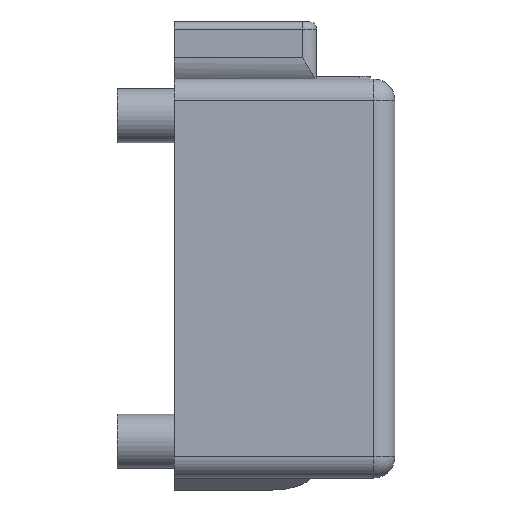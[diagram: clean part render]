
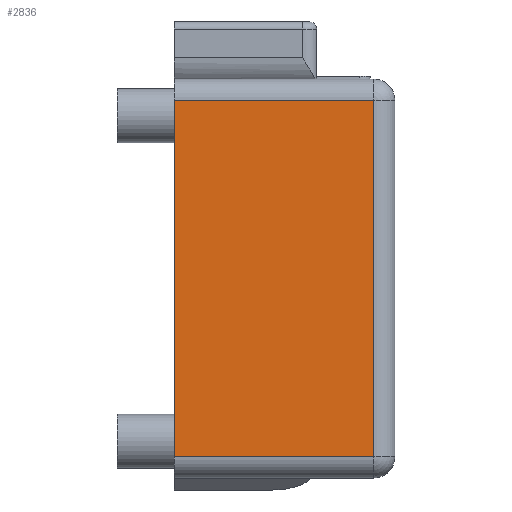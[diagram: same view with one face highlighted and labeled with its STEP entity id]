
A CAD part, front view. The second image highlights one B-rep face of the part: STEP entity #2836.
In plain terms, the highlighted planar face has unit normal (0, -1, 0).
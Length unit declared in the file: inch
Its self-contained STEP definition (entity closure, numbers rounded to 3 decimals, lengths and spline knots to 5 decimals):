
#117 = DIRECTION ( 'NONE',  ( -1., 0., 0. ) ) ;
#156 = ORIENTED_EDGE ( 'NONE', *, *, #1725, .T. ) ;
#171 = CARTESIAN_POINT ( 'NONE',  ( 7., 0., 0.75 ) ) ;
#180 = VERTEX_POINT ( 'NONE', #171 ) ;
#543 = CARTESIAN_POINT ( 'NONE',  ( 0., 0., 13.25 ) ) ;
#574 = LINE ( 'NONE', #1020, #1832 ) ;
#576 = CARTESIAN_POINT ( 'NONE',  ( 7., 0., 14. ) ) ;
#641 = VERTEX_POINT ( 'NONE', #1572 ) ;
#690 = EDGE_LOOP ( 'NONE', ( #2839, #1525, #156, #821 ) ) ;
#755 = VERTEX_POINT ( 'NONE', #1358 ) ;
#821 = ORIENTED_EDGE ( 'NONE', *, *, #1490, .T. ) ;
#854 = PLANE ( 'NONE',  #2907 ) ;
#873 = CARTESIAN_POINT ( 'NONE',  ( -7.75, 0., 0.75 ) ) ;
#998 = DIRECTION ( 'NONE',  ( 0., 0., 1. ) ) ;
#1020 = CARTESIAN_POINT ( 'NONE',  ( -7.75, 0., 13.25 ) ) ;
#1064 = CARTESIAN_POINT ( 'NONE',  ( -7.75, 0., 14. ) ) ;
#1095 = LINE ( 'NONE', #576, #1647 ) ;
#1145 = EDGE_CURVE ( 'NONE', #1534, #755, #2327, .T. ) ;
#1249 = VECTOR ( 'NONE', #2006, 39.37008 ) ;
#1358 = CARTESIAN_POINT ( 'NONE',  ( 0., 0., 0.75 ) ) ;
#1490 = EDGE_CURVE ( 'NONE', #180, #641, #1095, .T. ) ;
#1525 = ORIENTED_EDGE ( 'NONE', *, *, #1145, .T. ) ;
#1534 = VERTEX_POINT ( 'NONE', #543 ) ;
#1572 = CARTESIAN_POINT ( 'NONE',  ( 7., 0., 13.25 ) ) ;
#1647 = VECTOR ( 'NONE', #998, 39.37008 ) ;
#1725 = EDGE_CURVE ( 'NONE', #755, #180, #2862, .T. ) ;
#1832 = VECTOR ( 'NONE', #117, 39.37008 ) ;
#2006 = DIRECTION ( 'NONE',  ( 0., 0., -1. ) ) ;
#2059 = DIRECTION ( 'NONE',  ( 0., 1., 0. ) ) ;
#2244 = VECTOR ( 'NONE', #2549, 39.37008 ) ;
#2262 = CARTESIAN_POINT ( 'NONE',  ( 0., 0., 14. ) ) ;
#2327 = LINE ( 'NONE', #2262, #1249 ) ;
#2501 = FACE_OUTER_BOUND ( 'NONE', #690, .T. ) ;
#2549 = DIRECTION ( 'NONE',  ( 1., 0., 0. ) ) ;
#2669 = EDGE_CURVE ( 'NONE', #641, #1534, #574, .T. ) ;
#2836 = ADVANCED_FACE ( 'NONE', ( #2501 ), #854, .F. ) ;
#2839 = ORIENTED_EDGE ( 'NONE', *, *, #2669, .T. ) ;
#2862 = LINE ( 'NONE', #873, #2244 ) ;
#2907 = AXIS2_PLACEMENT_3D ( 'NONE', #1064, #2059, #2953 ) ;
#2953 = DIRECTION ( 'NONE',  ( 0., 0., 1. ) ) ;
